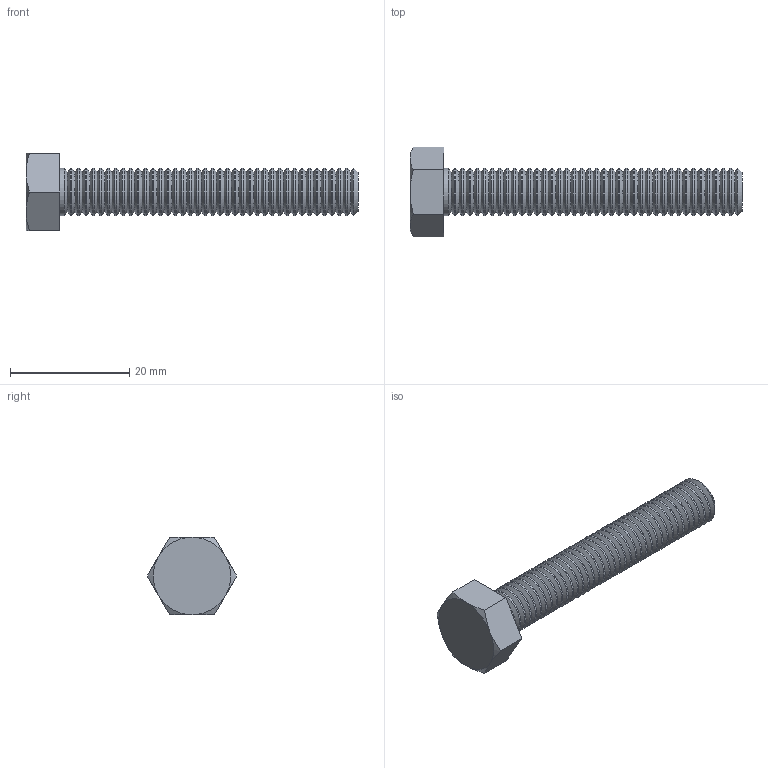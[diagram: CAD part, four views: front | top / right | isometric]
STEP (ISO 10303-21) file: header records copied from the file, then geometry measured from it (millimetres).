
FILE_DESCRIPTION (( 'STEP AP203' ), '1' );
FILE_NAME ('CLP1M-B-8-50 令腧 耱桡疣眄 󋔍0.STEP', '2016-02-10T12:49:36', ( '' ), ( '' ), 'SwSTEP 2.0', 'SolidWorks 2014', '' );
FILE_SCHEMA (( 'CONFIG_CONTROL_DESIGN' ));
Length unit declared in the file: millimetre
Products named in the file (1): CLP1M-B-8-50 令腧 耱桡疣眄 󋔍0
Bounding box: 55.67 x 15.01 x 13 mm (x, y, z)
Volume: 3027.4 mm3; surface area: 2349.3 mm2
Topology: 1 solids, 1 shells, 134 faces, 271 edges, 140 vertices
Faces by surface type: cone 85, cylinder 40, plane 9
Full cylindrical faces by diameter (mm): 8 x40
Entity records: 2893 total; most frequent: DIRECTION 534, CARTESIAN_POINT 491, ORIENTED_EDGE 300, AXIS2_PLACEMENT_3D 261, EDGE_LOOP 254, FACE_OUTER_BOUND 174, EDGE_CURVE 150, VERTEX_POINT 138
